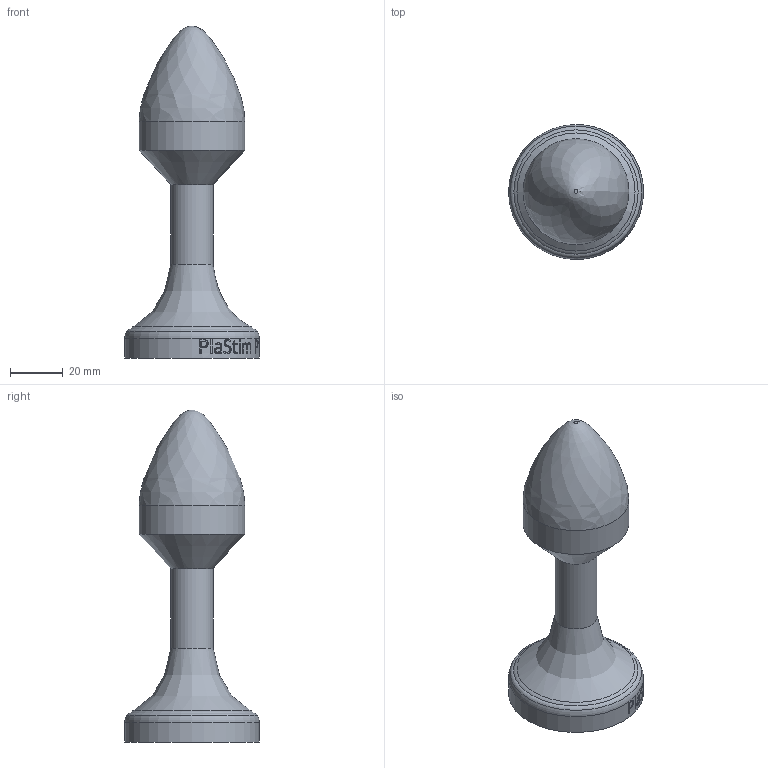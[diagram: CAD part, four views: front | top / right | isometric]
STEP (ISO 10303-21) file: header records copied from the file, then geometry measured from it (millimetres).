
FILE_DESCRIPTION(/* description */ ('STEP AP242 Edition 2','CAx-IF Rec.Pracs.---Representation and Presentation of Product Manufacturing Information (PMI)---4.0---2014-10-13','CAx-IF Rec.Pracs.---3D Tessellated Geometry---0.4---2014-09-14','2;1','CAx-IF Rec.Pracs.---User Defined Attributes---1.5---2016-08-15'),/* implementation_level */ '2;1');
FILE_NAME(/* name */ '6935ad9c11cc2f4ab92b966d',/* time_stamp */ '2025-12-07T16:38:52Z',/* author */ (''),/* organization */ (''),/* preprocessor_version */ 'ST-DEVELOPER v20',/* originating_system */ 'ONSHAPE BY PTC INC, 1.207',/* authorisation */ ' ');
FILE_SCHEMA (('AP242_MANAGED_MODEL_BASED_3D_ENGINEERING_MIM_LF { 1 0 10303 442 3 1 4 }'));
Length unit declared in the file: metre
Products named in the file (3): Base; Head; Insulator
Bounding box: 51 x 51 x 125.5 mm (x, y, z)
Volume: 88602.6 mm3; surface area: 30610.7 mm2
Topology: 3 solids, 3 shells, 371 faces, 992 edges, 660 vertices
Faces by surface type: bspline 153, plane 140, cylinder 73, torus 4, cone 1
Full cylindrical faces by diameter (mm): 4.2 x4, 12 x2, 16 x2, 40 x1, 50 x2, 51 x1
Entity records: 12757 total; most frequent: CARTESIAN_POINT 4491, ORIENTED_EDGE 1936, DIRECTION 1239, EDGE_CURVE 968, VERTEX_POINT 655, EDGE_LOOP 429, FACE_BOUND 429, AXIS2_PLACEMENT_3D 416
